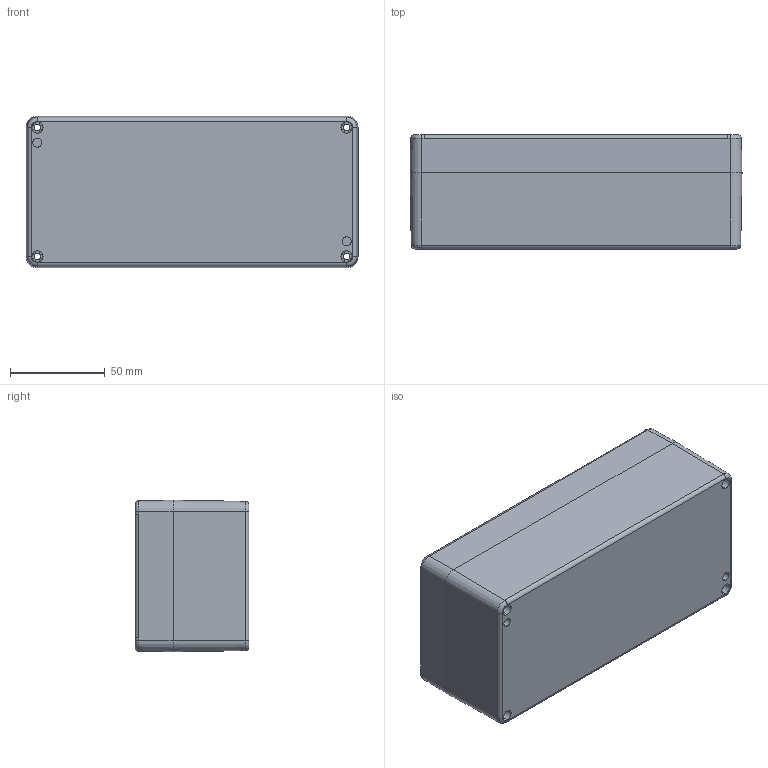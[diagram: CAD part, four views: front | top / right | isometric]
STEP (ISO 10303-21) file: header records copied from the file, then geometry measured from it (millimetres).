
FILE_DESCRIPTION (( 'STEP AP214' ), '1' );
FILE_NAME ('G118.STEP', '2009-10-26T02:52:10', ( 'NEF User' ), ( 'NEF User' ), 'SwSTEP 2.0', 'SolidWorks 2009', '' );
FILE_SCHEMA (( 'AUTOMOTIVE_DESIGN' ));
Length unit declared in the file: millimetre
Products named in the file (3): G118-COVER; G118-BASE; G118
Assembly tree (2 placements, depth 2):
  G118
    G118-BASE
    G118-COVER
Bounding box: 175 x 60 x 80 mm (x, y, z)
Volume: 165709.8 mm3; surface area: 118319.8 mm2
Topology: 2 solids, 2 shells, 451 faces, 1034 edges, 594 vertices
Faces by surface type: cylinder 142, torus 108, cone 96, plane 71, bspline 30, sphere 4
Entity records: 17290 total; most frequent: CARTESIAN_POINT 6874, DIRECTION 2408, ORIENTED_EDGE 2044, EDGE_CURVE 1022, AXIS2_PLACEMENT_3D 1020, CIRCLE 594, VERTEX_POINT 594, EDGE_LOOP 490
